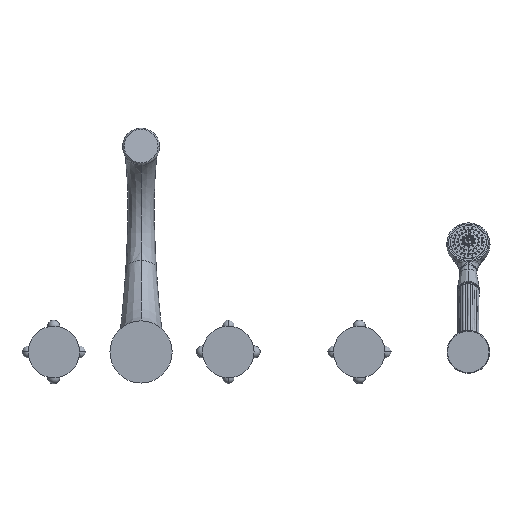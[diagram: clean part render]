
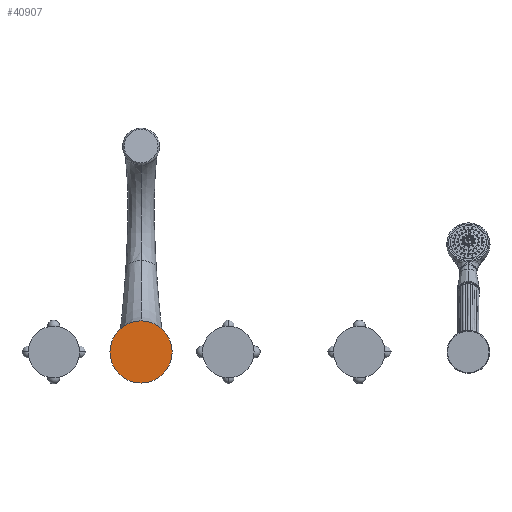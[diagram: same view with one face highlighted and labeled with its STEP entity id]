
A CAD part, front view. The second image highlights one B-rep face of the part: STEP entity #40907.
In plain terms, the highlighted planar face has unit normal (0, -1, 0).
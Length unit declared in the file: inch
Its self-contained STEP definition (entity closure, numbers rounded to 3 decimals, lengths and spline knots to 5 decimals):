
#39925=CARTESIAN_POINT('',(0.,0.,0.));
#39926=DIRECTION('',(0.,1.,0.));
#39927=DIRECTION('',(1.,0.,0.));
#39928=AXIS2_PLACEMENT_3D('',#39925,#39926,#39927);
#39930=CARTESIAN_POINT('',(0.,0.,0.));
#39931=DIRECTION('',(0.,-1.,0.));
#39932=DIRECTION('',(1.,0.,0.));
#39933=AXIS2_PLACEMENT_3D('',#39930,#39931,#39932);
#39935=CARTESIAN_POINT('',(1.425,0.,0.));
#39937=VERTEX_POINT('',#39935);
#39939=CARTESIAN_POINT('',(-1.425,0.,0.));
#39941=VERTEX_POINT('',#39939);
#40898=CARTESIAN_POINT('',(0.,0.,0.));
#40899=DIRECTION('',(0.,-1.,0.));
#40900=DIRECTION('',(-1.,0.,0.));
#40901=AXIS2_PLACEMENT_3D('',#40898,#40899,#40900);
#40902=PLANE('',#40901);
#40903=ORIENTED_EDGE('',*,*,#40891,.F.);
#40904=ORIENTED_EDGE('',*,*,#40880,.T.);
#40905=EDGE_LOOP('',(#40903,#40904));
#40906=FACE_OUTER_BOUND('',#40905,.F.);
#40907=ADVANCED_FACE('',(#40906),#40902,.T.);
#39929=CIRCLE('',#39928,1.425);
#39934=CIRCLE('',#39933,1.425);
#40880=EDGE_CURVE('',#39937,#39941,#39929,.T.);
#40891=EDGE_CURVE('',#39937,#39941,#39934,.T.);
